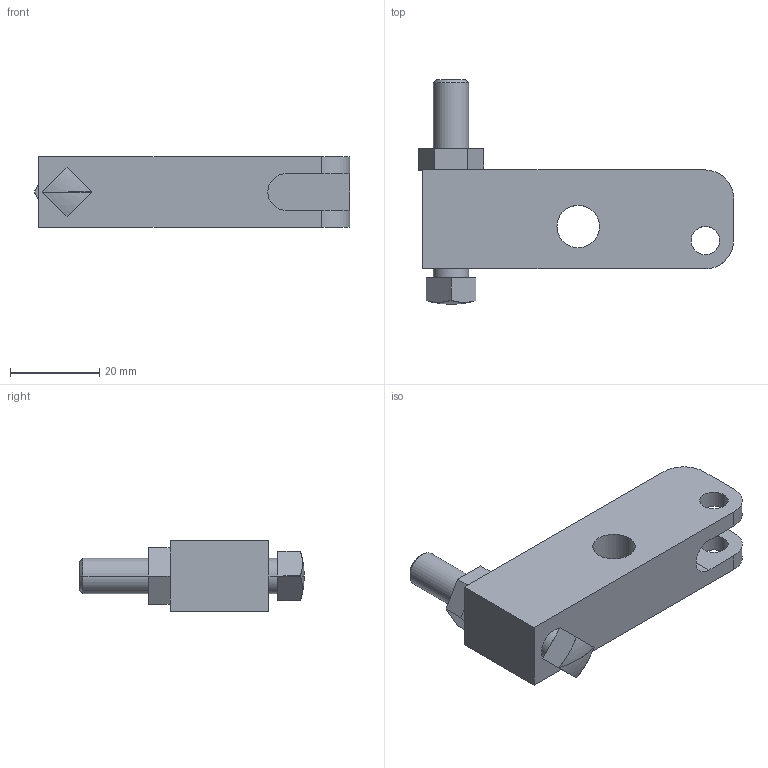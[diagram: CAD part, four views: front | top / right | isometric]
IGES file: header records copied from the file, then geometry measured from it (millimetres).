
Start section:  PTC IGES file: 91600601.igs
Global section: file name: 91600601.igs; native system: Pro/ENGINEER by Parametric Technology Corporation; preprocessor: 2004290; author: KR; organization: Unknown; date: 041013.162532; units: inch
Bounding box: 70.83 x 50.42 x 15.88 mm (x, y, z)
Surface area: 8141.6 mm2 (no closed solid volume)
Topology: 0 solids, 0 shells, 47 faces, 345 edges, 436 vertices
Faces by surface type: bspline 25, revolution 22
